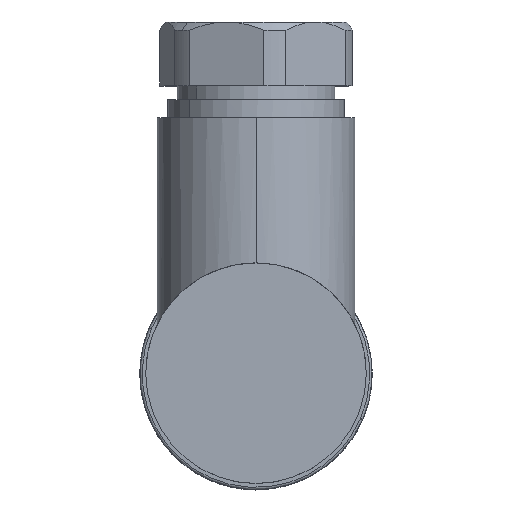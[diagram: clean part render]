
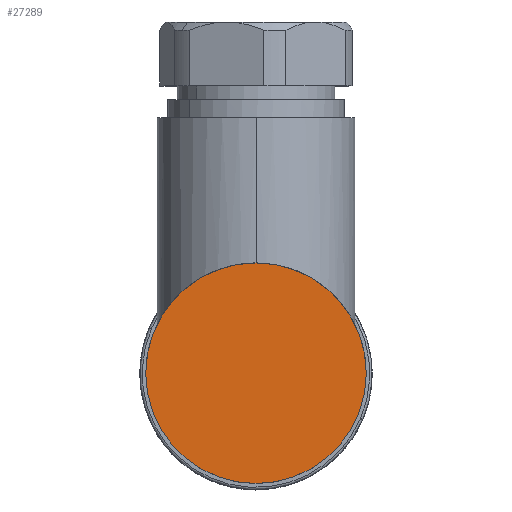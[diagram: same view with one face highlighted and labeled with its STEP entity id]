
A CAD part, top view. The second image highlights one B-rep face of the part: STEP entity #27289.
In plain terms, the highlighted planar face has unit normal (0, 0, 1).
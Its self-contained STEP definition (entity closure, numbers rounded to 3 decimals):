
#3118=CARTESIAN_POINT('',(-10.87,-4.193,
52.493));
#3119=DIRECTION('',(0.,0.,1.));
#3120=DIRECTION('',(0.703,0.712,0.));
#3121=AXIS2_PLACEMENT_3D('',#3118,#3119,#3120);
#3123=CARTESIAN_POINT('',(-10.87,-4.193,
52.493));
#3124=DIRECTION('',(0.,0.,1.));
#3125=DIRECTION('',(0.712,-0.703,0.));
#3126=AXIS2_PLACEMENT_3D('',#3123,#3124,#3125);
#3128=CARTESIAN_POINT('',(-10.87,-4.193,
52.493));
#3129=DIRECTION('',(0.,0.,1.));
#3130=DIRECTION('',(-0.712,0.703,0.));
#3131=AXIS2_PLACEMENT_3D('',#3128,#3129,#3130);
#20224=CARTESIAN_POINT('',(-4.194,2.567,
52.493));
#20226=VERTEX_POINT('',#20224);
#20686=CARTESIAN_POINT('',(-4.111,-10.868,
52.493));
#20688=VERTEX_POINT('',#20686);
#22938=CARTESIAN_POINT('',(-17.629,2.483,
52.493));
#22939=VERTEX_POINT('',#22938);
#27279=CARTESIAN_POINT('',(-10.87,-4.193,
52.493));
#27280=DIRECTION('',(0.,0.,-1.));
#27281=DIRECTION('',(-0.712,0.703,0.));
#27282=AXIS2_PLACEMENT_3D('',#27279,#27280,#27281);
#27283=PLANE('',#27282);
#27284=ORIENTED_EDGE('',*,*,#27273,.F.);
#27285=ORIENTED_EDGE('',*,*,#27245,.F.);
#27286=ORIENTED_EDGE('',*,*,#27259,.F.);
#27287=EDGE_LOOP('',(#27284,#27285,#27286));
#27288=FACE_OUTER_BOUND('',#27287,.F.);
#27289=ADVANCED_FACE('',(#27288),#27283,.F.);
#3122=CIRCLE('',#3121,9.5);
#3127=CIRCLE('',#3126,9.5);
#3132=CIRCLE('',#3131,9.5);
#27245=EDGE_CURVE('',#20688,#20226,#3127,.T.);
#27259=EDGE_CURVE('',#22939,#20688,#3132,.T.);
#27273=EDGE_CURVE('',#20226,#22939,#3122,.T.);
